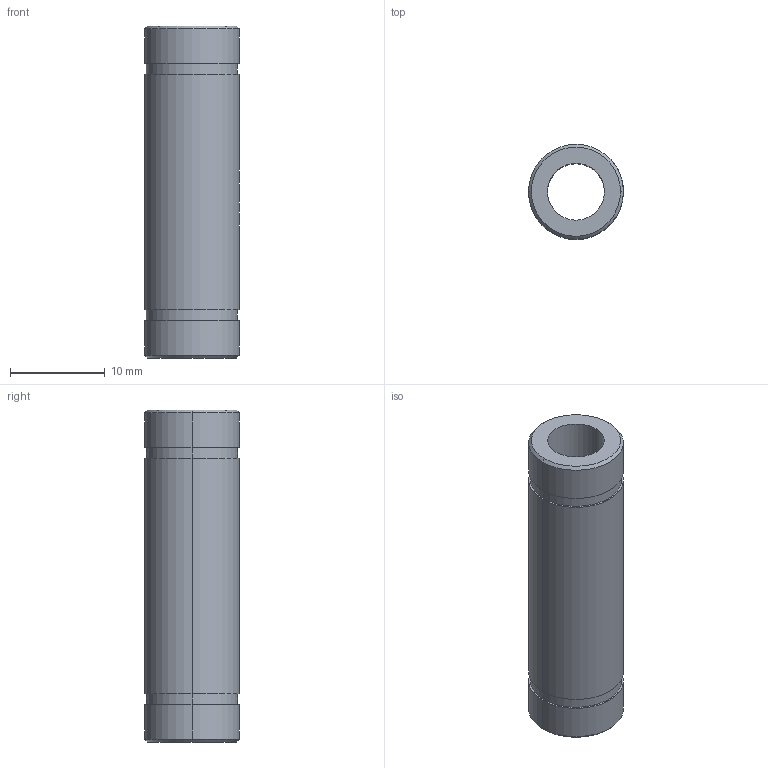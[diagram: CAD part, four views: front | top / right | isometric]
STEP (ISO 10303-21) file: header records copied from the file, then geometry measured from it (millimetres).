
FILE_DESCRIPTION (( 'STEP AP203' ), '1' );
FILE_NAME ('2123-A.STEP', '2015-09-30T10:03:13', ( '' ), ( '' ), 'SwSTEP 2.0', 'SolidWorks 2015', '' );
FILE_SCHEMA (( 'CONFIG_CONTROL_DESIGN' ));
Length unit declared in the file: millimetre
Products named in the file (1): 2123-A
Bounding box: 10.01 x 10 x 35 mm (x, y, z)
Volume: 1742.6 mm3; surface area: 1871.3 mm2
Topology: 1 solids, 1 shells, 100 faces, 261 edges, 168 vertices
Faces by surface type: plane 65, cylinder 21, bspline 10, cone 4
Entity records: 4233 total; most frequent: CARTESIAN_POINT 1865, ORIENTED_EDGE 522, DIRECTION 397, EDGE_CURVE 261, VERTEX_POINT 168, AXIS2_PLACEMENT_3D 133, VECTOR 131, LINE 131
